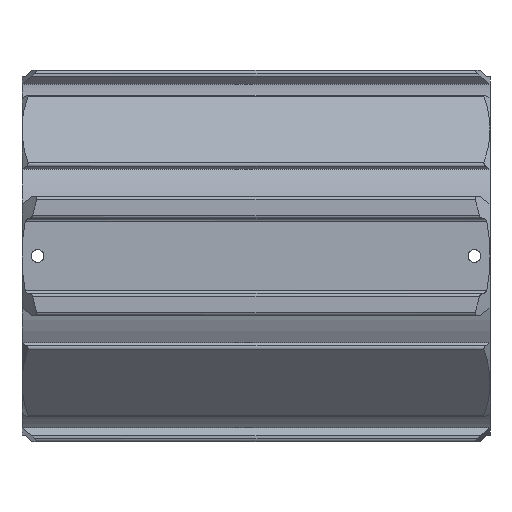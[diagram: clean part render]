
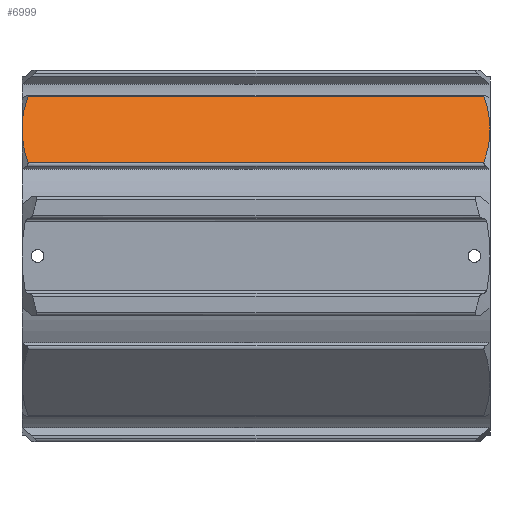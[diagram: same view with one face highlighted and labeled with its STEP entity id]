
A CAD part, left-side view. The second image highlights one B-rep face of the part: STEP entity #6999.
In plain terms, the highlighted planar face has unit normal (-0.707, 0, 0.707).
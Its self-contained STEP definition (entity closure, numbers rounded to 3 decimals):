
#20 = B_SPLINE_CURVE_WITH_KNOTS ( 'NONE', 3,
 ( #7172, #3767, #2628, #1089, #5555, #499, #2741, #3332, #4887, #4328, #6574, #972, #1515 ),
 .UNSPECIFIED., .F., .F.,
 ( 4, 1, 1, 1, 1, 1, 2, 2, 4 ),
 ( 0., 0.25, 0.375, 0.437, 0.469, 0.484, 0.492, 0.5, 1. ),
 .UNSPECIFIED. ) ;
#284 = CARTESIAN_POINT ( 'NONE',  ( -35.13, 149.471, 46.187 ) ) ;
#323 = CARTESIAN_POINT ( 'NONE',  ( -38.887, 150., 42.431 ) ) ;
#358 = AXIS2_PLACEMENT_3D ( 'NONE', #6030, #2190, #4931 ) ;
#404 = CARTESIAN_POINT ( 'NONE',  ( -40.659, 150., 40.659 ) ) ;
#420 = EDGE_CURVE ( 'NONE', #5350, #5816, #6993, .T. ) ;
#499 = CARTESIAN_POINT ( 'NONE',  ( -45.615, 149.575, 35.702 ) ) ;
#656 = CARTESIAN_POINT ( 'NONE',  ( -40.659, 150., 40.659 ) ) ;
#707 = CARTESIAN_POINT ( 'NONE',  ( -46.106, 0.514, 35.211 ) ) ;
#778 = ORIENTED_EDGE ( 'NONE', *, *, #863, .T. ) ;
#784 = CARTESIAN_POINT ( 'NONE',  ( -46.377, 0.566, 34.94 ) ) ;
#819 = CARTESIAN_POINT ( 'NONE',  ( -44.21, 0.165, 37.107 ) ) ;
#855 = CARTESIAN_POINT ( 'NONE',  ( -35.507, 0.46, 45.811 ) ) ;
#856 = CARTESIAN_POINT ( 'NONE',  ( -46.187, 0.529, 35.13 ) ) ;
#861 = EDGE_CURVE ( 'NONE', #2813, #6220, #1495, .T. ) ;
#863 = EDGE_CURVE ( 'NONE', #6220, #2895, #1637, .T. ) ;
#928 = CARTESIAN_POINT ( 'NONE',  ( -30.052, 1.924, 51.265 ) ) ;
#947 = DIRECTION ( 'NONE',  ( 0., 1., 0. ) ) ;
#972 = CARTESIAN_POINT ( 'NONE',  ( -49.491, 148.709, 31.826 ) ) ;
#1089 = CARTESIAN_POINT ( 'NONE',  ( -44.442, 149.758, 36.876 ) ) ;
#1369 = CARTESIAN_POINT ( 'NONE',  ( -46.757, 0.642, 34.56 ) ) ;
#1388 = CARTESIAN_POINT ( 'NONE',  ( -34.94, 149.434, 46.377 ) ) ;
#1495 = LINE ( 'NONE', #4194, #5194 ) ;
#1515 = CARTESIAN_POINT ( 'NONE',  ( -51.265, 148.076, 30.052 ) ) ;
#1637 = B_SPLINE_CURVE_WITH_KNOTS ( 'NONE', 3,
 ( #6449, #2607, #4866, #7114, #3195, #1388, #284, #2048, #4305, #3637, #5457, #323, #404 ),
 .UNSPECIFIED., .F., .F.,
 ( 4, 1, 1, 1, 1, 1, 2, 2, 4 ),
 ( 0., 0.25, 0.375, 0.437, 0.469, 0.484, 0.492, 0.5, 1. ),
 .UNSPECIFIED. ) ;
#1661 = EDGE_CURVE ( 'NONE', #2895, #5708, #20, .T. ) ;
#1662 = DIRECTION ( 'NONE',  ( 0., -1., 0. ) ) ;
#1849 = CARTESIAN_POINT ( 'NONE',  ( -46.052, 0.504, 35.266 ) ) ;
#1895 = EDGE_LOOP ( 'NONE', ( #3127, #3196, #4311, #2269, #778, #3344 ) ) ;
#1955 = CARTESIAN_POINT ( 'NONE',  ( -49.052, 1.19, 32.266 ) ) ;
#2029 = CARTESIAN_POINT ( 'NONE',  ( -35.367, 0.485, 45.95 ) ) ;
#2048 = CARTESIAN_POINT ( 'NONE',  ( -35.211, 149.486, 46.106 ) ) ;
#2190 = DIRECTION ( 'NONE',  ( -0.707, 0., 0.707 ) ) ;
#2224 = PLANE ( 'NONE',  #358 ) ;
#2262 = CARTESIAN_POINT ( 'NONE',  ( -30.052, 148.076, 51.265 ) ) ;
#2269 = ORIENTED_EDGE ( 'NONE', *, *, #861, .T. ) ;
#2516 = CARTESIAN_POINT ( 'NONE',  ( -39.771, 0., 41.546 ) ) ;
#2607 = CARTESIAN_POINT ( 'NONE',  ( -30.941, 148.393, 50.377 ) ) ;
#2628 = CARTESIAN_POINT ( 'NONE',  ( -42.88, 149.938, 38.437 ) ) ;
#2660 = CARTESIAN_POINT ( 'NONE',  ( -31.826, 1.291, 49.491 ) ) ;
#2741 = CARTESIAN_POINT ( 'NONE',  ( -45.811, 149.54, 35.507 ) ) ;
#2813 = VERTEX_POINT ( 'NONE', #5679 ) ;
#2856 = CARTESIAN_POINT ( 'NONE',  ( -51.265, 1.924, 30.052 ) ) ;
#2895 = VERTEX_POINT ( 'NONE', #656 ) ;
#2958 = CARTESIAN_POINT ( 'NONE',  ( -46.025, 0.499, 35.292 ) ) ;
#3086 = VECTOR ( 'NONE', #1662, 1000. ) ;
#3127 = ORIENTED_EDGE ( 'NONE', *, *, #6344, .T. ) ;
#3195 = CARTESIAN_POINT ( 'NONE',  ( -34.56, 149.358, 46.757 ) ) ;
#3196 = ORIENTED_EDGE ( 'NONE', *, *, #420, .T. ) ;
#3221 = B_SPLINE_CURVE_WITH_KNOTS ( 'NONE', 3,
 ( #3620, #2516, #6835, #3690, #6018, #7055, #855, #7168, #2029, #3763, #4247, #2660, #928 ),
 .UNSPECIFIED., .F., .F.,
 ( 4, 1, 1, 1, 1, 1, 2, 2, 4 ),
 ( 0., 0.25, 0.375, 0.437, 0.469, 0.484, 0.492, 0.5, 1. ),
 .UNSPECIFIED. ) ;
#3332 = CARTESIAN_POINT ( 'NONE',  ( -45.895, 149.525, 35.423 ) ) ;
#3344 = ORIENTED_EDGE ( 'NONE', *, *, #1661, .T. ) ;
#3547 = CARTESIAN_POINT ( 'NONE',  ( -47.52, 0.808, 33.797 ) ) ;
#3568 = EDGE_CURVE ( 'NONE', #5816, #2813, #3221, .T. ) ;
#3620 = CARTESIAN_POINT ( 'NONE',  ( -40.659, 0., 40.659 ) ) ;
#3637 = CARTESIAN_POINT ( 'NONE',  ( -35.292, 149.501, 46.025 ) ) ;
#3690 = CARTESIAN_POINT ( 'NONE',  ( -36.876, 0.242, 44.442 ) ) ;
#3763 = CARTESIAN_POINT ( 'NONE',  ( -35.338, 0.49, 45.979 ) ) ;
#3767 = CARTESIAN_POINT ( 'NONE',  ( -41.546, 150., 39.771 ) ) ;
#3863 = CARTESIAN_POINT ( 'NONE',  ( -40.659, 0., 40.659 ) ) ;
#4135 = CARTESIAN_POINT ( 'NONE',  ( -40.659, 0., 40.659 ) ) ;
#4194 = CARTESIAN_POINT ( 'NONE',  ( -30.052, -67.173, 51.265 ) ) ;
#4230 = CARTESIAN_POINT ( 'NONE',  ( -51.265, 148.076, 30.052 ) ) ;
#4247 = CARTESIAN_POINT ( 'NONE',  ( -33.579, 0.815, 47.738 ) ) ;
#4305 = CARTESIAN_POINT ( 'NONE',  ( -35.266, 149.496, 46.052 ) ) ;
#4311 = ORIENTED_EDGE ( 'NONE', *, *, #3568, .T. ) ;
#4328 = CARTESIAN_POINT ( 'NONE',  ( -45.979, 149.51, 35.338 ) ) ;
#4730 = CARTESIAN_POINT ( 'NONE',  ( -42.431, 0., 38.887 ) ) ;
#4866 = CARTESIAN_POINT ( 'NONE',  ( -32.266, 148.81, 49.052 ) ) ;
#4887 = CARTESIAN_POINT ( 'NONE',  ( -45.95, 149.515, 35.367 ) ) ;
#4931 = DIRECTION ( 'NONE',  ( 0., 1., 0. ) ) ;
#5094 = CARTESIAN_POINT ( 'NONE',  ( -51.265, -50., 30.052 ) ) ;
#5194 = VECTOR ( 'NONE', #947, 1000. ) ;
#5350 = VERTEX_POINT ( 'NONE', #2856 ) ;
#5457 = CARTESIAN_POINT ( 'NONE',  ( -37.107, 149.835, 44.21 ) ) ;
#5555 = CARTESIAN_POINT ( 'NONE',  ( -45.224, 149.64, 36.094 ) ) ;
#5679 = CARTESIAN_POINT ( 'NONE',  ( -30.052, 1.924, 51.265 ) ) ;
#5708 = VERTEX_POINT ( 'NONE', #4230 ) ;
#5816 = VERTEX_POINT ( 'NONE', #3863 ) ;
#5876 = CARTESIAN_POINT ( 'NONE',  ( -51.265, 1.924, 30.052 ) ) ;
#6018 = CARTESIAN_POINT ( 'NONE',  ( -36.094, 0.36, 45.224 ) ) ;
#6030 = CARTESIAN_POINT ( 'NONE',  ( -40.659, -67.173, 40.659 ) ) ;
#6220 = VERTEX_POINT ( 'NONE', #2262 ) ;
#6344 = EDGE_CURVE ( 'NONE', #5708, #5350, #6717, .T. ) ;
#6449 = CARTESIAN_POINT ( 'NONE',  ( -30.052, 148.076, 51.265 ) ) ;
#6574 = CARTESIAN_POINT ( 'NONE',  ( -47.738, 149.185, 33.579 ) ) ;
#6717 = LINE ( 'NONE', #5094, #3086 ) ;
#6835 = CARTESIAN_POINT ( 'NONE',  ( -38.437, 0.062, 42.88 ) ) ;
#6909 = CARTESIAN_POINT ( 'NONE',  ( -50.377, 1.607, 30.941 ) ) ;
#6993 = B_SPLINE_CURVE_WITH_KNOTS ( 'NONE', 3,
 ( #5876, #6909, #1955, #3547, #1369, #784, #856, #707, #1849, #2958, #819, #4730, #4135 ),
 .UNSPECIFIED., .F., .F.,
 ( 4, 1, 1, 1, 1, 1, 2, 2, 4 ),
 ( 0., 0.25, 0.375, 0.438, 0.469, 0.484, 0.492, 0.5, 1. ),
 .UNSPECIFIED. ) ;
#6999 = ADVANCED_FACE ( 'NONE', ( #7218 ), #2224, .T. ) ;
#7055 = CARTESIAN_POINT ( 'NONE',  ( -35.702, 0.425, 45.615 ) ) ;
#7114 = CARTESIAN_POINT ( 'NONE',  ( -33.797, 149.192, 47.52 ) ) ;
#7168 = CARTESIAN_POINT ( 'NONE',  ( -35.423, 0.475, 45.895 ) ) ;
#7172 = CARTESIAN_POINT ( 'NONE',  ( -40.659, 150., 40.659 ) ) ;
#7218 = FACE_OUTER_BOUND ( 'NONE', #1895, .T. ) ;
